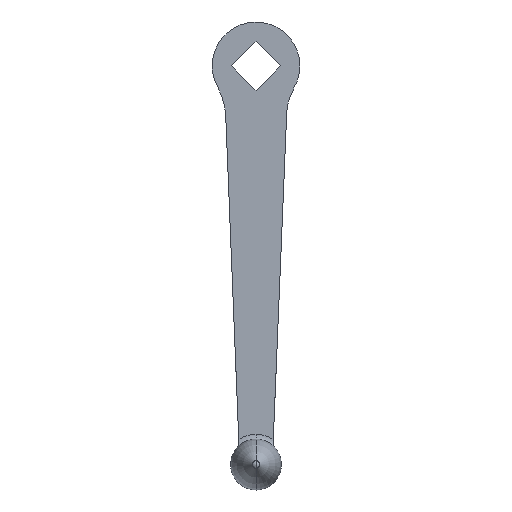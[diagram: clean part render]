
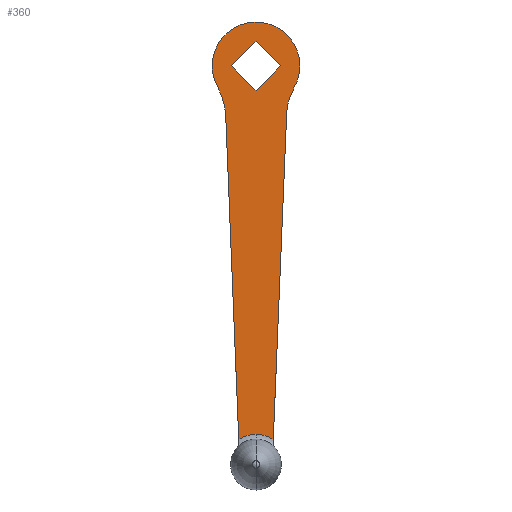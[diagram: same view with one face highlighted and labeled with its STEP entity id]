
A CAD part, front view. The second image highlights one B-rep face of the part: STEP entity #360.
In plain terms, the highlighted planar face has unit normal (0, -1, 0).
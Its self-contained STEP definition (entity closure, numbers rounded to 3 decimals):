
#194=VERTEX_POINT('',#530);
#198=VERTEX_POINT('',#534);
#226=EDGE_CURVE('',#276,#272,#566,.T.);
#232=EDGE_CURVE('',#322,#250,#572,.T.);
#248=VERTEX_POINT('',#590);
#250=VERTEX_POINT('',#592);
#272=VERTEX_POINT('',#616);
#276=VERTEX_POINT('',#620);
#282=EDGE_CURVE('',#248,#272,#626,.T.);
#306=EDGE_CURVE('',#342,#248,#652,.T.);
#322=VERTEX_POINT('',#670);
#342=VERTEX_POINT('',#695);
#348=VERTEX_POINT('',#701);
#360=ADVANCED_FACE('',(#714,#715),#716,.F.);
#386=EDGE_CURVE('',#198,#194,#745,.T.);
#418=VERTEX_POINT('',#783);
#426=EDGE_CURVE('',#348,#418,#792,.T.);
#434=EDGE_CURVE('',#342,#322,#800,.T.);
#452=VERTEX_POINT('',#823);
#462=EDGE_CURVE('',#418,#276,#834,.T.);
#474=EDGE_CURVE('',#194,#490,#847,.T.);
#482=EDGE_CURVE('',#250,#348,#855,.T.);
#486=EDGE_CURVE('',#490,#452,#859,.T.);
#490=VERTEX_POINT('',#863);
#502=EDGE_CURVE('',#452,#198,#876,.T.);
#530=CARTESIAN_POINT('',(0.,-48.0,-15.556));
#534=CARTESIAN_POINT('',(-15.556,-48.0,0.));
#566=LINE('',#950,#951);
#572=CIRCLE('',#959,42.);
#590=CARTESIAN_POINT('',(0.,-48.0,-231.0));
#592=CARTESIAN_POINT('',(-24.115,-48.0,-13.217));
#616=CARTESIAN_POINT('',(10.827,-48.0,-234.386));
#620=CARTESIAN_POINT('',(19.0,-48.0,-35.525));
#626=CIRCLE('',#1031,19.);
#652=CIRCLE('',#1065,19.);
#670=CARTESIAN_POINT('',(-19.0,-48.0,-31.282));
#695=CARTESIAN_POINT('',(-10.82,-48.0,-234.382));
#701=CARTESIAN_POINT('',(-24.115,-48.0,13.217));
#714=FACE_OUTER_BOUND('',#1136,.T.);
#715=FACE_BOUND('',#1137,.T.);
#716=PLANE('',#1138);
#745=LINE('',#1176,#1177);
#783=CARTESIAN_POINT('',(24.115,-48.0,-13.217));
#792=CIRCLE('',#1266,27.5);
#800=LINE('',#1278,#1279);
#823=CARTESIAN_POINT('',(0.,-48.0,15.556));
#834=CIRCLE('',#1321,42.);
#847=LINE('',#1336,#1337);
#855=CIRCLE('',#1379,27.5);
#859=LINE('',#1384,#1385);
#863=CARTESIAN_POINT('',(15.556,-48.0,0.));
#876=LINE('',#1408,#1409);
#950=CARTESIAN_POINT('',(18.041,-48.0,-58.864));
#951=VECTOR('',#1462,1.0);
#959=AXIS2_PLACEMENT_3D('',#1466,#1467,#1468);
#1031=AXIS2_PLACEMENT_3D('',#1525,#1526,#1527);
#1065=AXIS2_PLACEMENT_3D('',#1550,#1551,#1552);
#1136=EDGE_LOOP('',(#1639,#1640,#1641,#1642,#1643,#1644,#1645,#1646));
#1137=EDGE_LOOP('',(#1647,#1648,#1649,#1650));
#1138=AXIS2_PLACEMENT_3D('',#1651,#1652,#1653);
#1176=CARTESIAN_POINT('',(16.486,-48.0,-32.042));
#1177=VECTOR('',#1693,1.0);
#1266=AXIS2_PLACEMENT_3D('',#1759,#1760,#1761);
#1278=CARTESIAN_POINT('',(-13.725,-48.0,-162.259));
#1279=VECTOR('',#1766,1.0);
#1321=AXIS2_PLACEMENT_3D('',#1825,#1826,#1827);
#1336=CARTESIAN_POINT('',(-8.708,-48.0,-24.264));
#1337=VECTOR('',#1839,1.0);
#1379=AXIS2_PLACEMENT_3D('',#1843,#1844,#1845);
#1384=CARTESIAN_POINT('',(24.264,-48.0,-8.708));
#1385=VECTOR('',#1846,1.0);
#1408=CARTESIAN_POINT('',(-32.042,-48.0,-16.486));
#1409=VECTOR('',#1860,1.0);
#1462=DIRECTION('',(-0.041,0.0,-0.999));
#1466=CARTESIAN_POINT('',(-60.946,-48.0,-33.403));
#1467=DIRECTION('',(0.0,-1.0,0.0));
#1468=DIRECTION('',(0.877,0.0,0.481));
#1525=CARTESIAN_POINT('',(0.,-48.0,-250.0));
#1526=DIRECTION('',(-0.0,1.0,0.0));
#1527=DIRECTION('',(0.,0.0,1.0));
#1550=CARTESIAN_POINT('',(0.,-48.0,-250.0));
#1551=DIRECTION('',(-0.0,1.0,0.0));
#1552=DIRECTION('',(0.,0.0,1.0));
#1639=ORIENTED_EDGE('',*,*,#434,.F.);
#1640=ORIENTED_EDGE('',*,*,#306,.T.);
#1641=ORIENTED_EDGE('',*,*,#282,.T.);
#1642=ORIENTED_EDGE('',*,*,#226,.F.);
#1643=ORIENTED_EDGE('',*,*,#462,.F.);
#1644=ORIENTED_EDGE('',*,*,#426,.F.);
#1645=ORIENTED_EDGE('',*,*,#482,.F.);
#1646=ORIENTED_EDGE('',*,*,#232,.F.);
#1647=ORIENTED_EDGE('',*,*,#386,.F.);
#1648=ORIENTED_EDGE('',*,*,#502,.F.);
#1649=ORIENTED_EDGE('',*,*,#486,.F.);
#1650=ORIENTED_EDGE('',*,*,#474,.F.);
#1651=CARTESIAN_POINT('',(0.,-48.0,-81.5));
#1652=DIRECTION('',(-0.0,1.0,0.0));
#1653=DIRECTION('',(0.,0.0,1.0));
#1693=DIRECTION('',(0.707,0.0,-0.707));
#1759=CARTESIAN_POINT('',(0.0,-48.0,0.));
#1760=DIRECTION('',(0.0,1.0,0.0));
#1761=DIRECTION('',(0.877,0.0,-0.481));
#1766=DIRECTION('',(-0.04,0.0,0.999));
#1825=CARTESIAN_POINT('',(60.946,-48.0,-33.403));
#1826=DIRECTION('',(0.0,-1.0,-0.0));
#1827=DIRECTION('',(-0.999,0.0,-0.051));
#1839=DIRECTION('',(0.707,0.0,0.707));
#1843=CARTESIAN_POINT('',(0.0,-48.0,0.));
#1844=DIRECTION('',(0.0,1.0,0.0));
#1845=DIRECTION('',(0.877,0.0,-0.481));
#1846=DIRECTION('',(-0.707,0.0,0.707));
#1860=DIRECTION('',(-0.707,0.0,-0.707));
